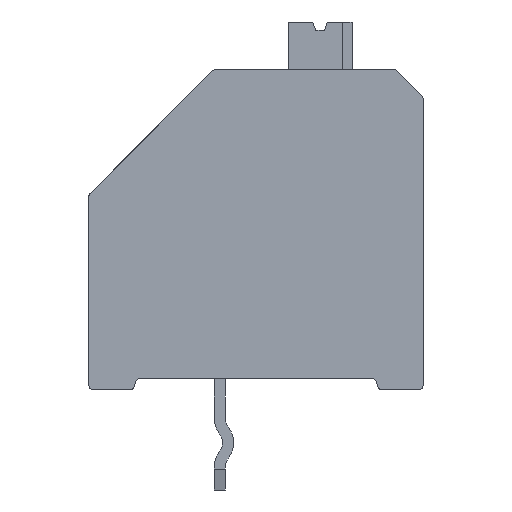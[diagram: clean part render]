
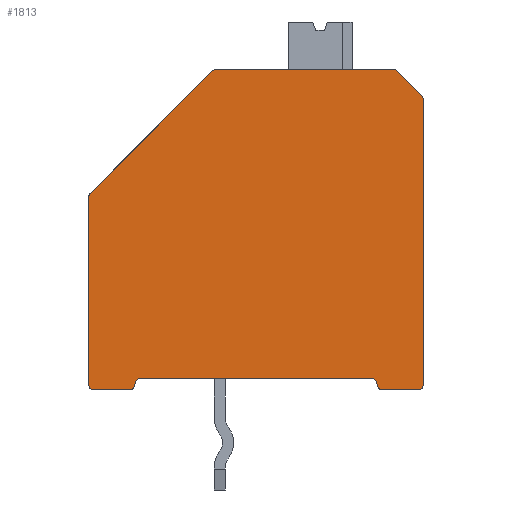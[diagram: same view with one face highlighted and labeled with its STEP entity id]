
A CAD part, front view. The second image highlights one B-rep face of the part: STEP entity #1813.
In plain terms, the highlighted planar face has unit normal (0, -1, 0).
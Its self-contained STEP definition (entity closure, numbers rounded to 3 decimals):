
#1813 = ADVANCED_FACE( '', ( #3556 ), #3557, .T. );
#3556 = FACE_OUTER_BOUND( '', #5270, .T. );
#3557 = PLANE( '', #5271 );
#5270 = EDGE_LOOP( '', ( #10467, #10468, #10469, #10470, #10471, #10472, #10473, #10474, #10475, #10476, #10477, #10478, #10479, #10480, #10481, #10482, #10483, #10484, #10485, #10486 ) );
#5271 = AXIS2_PLACEMENT_3D( '', #10487, #10488, #10489 );
#10467 = ORIENTED_EDGE( '', *, *, #12582, .F. );
#10468 = ORIENTED_EDGE( '', *, *, #12731, .T. );
#10469 = ORIENTED_EDGE( '', *, *, #12336, .F. );
#10470 = ORIENTED_EDGE( '', *, *, #12027, .T. );
#10471 = ORIENTED_EDGE( '', *, *, #12511, .F. );
#10472 = ORIENTED_EDGE( '', *, *, #12418, .T. );
#10473 = ORIENTED_EDGE( '', *, *, #12044, .T. );
#10474 = ORIENTED_EDGE( '', *, *, #11470, .T. );
#10475 = ORIENTED_EDGE( '', *, *, #11891, .F. );
#10476 = ORIENTED_EDGE( '', *, *, #12131, .T. );
#10477 = ORIENTED_EDGE( '', *, *, #12355, .T. );
#10478 = ORIENTED_EDGE( '', *, *, #12699, .F. );
#10479 = ORIENTED_EDGE( '', *, *, #12508, .T. );
#10480 = ORIENTED_EDGE( '', *, *, #11744, .F. );
#10481 = ORIENTED_EDGE( '', *, *, #11180, .T. );
#10482 = ORIENTED_EDGE( '', *, *, #12709, .T. );
#10483 = ORIENTED_EDGE( '', *, *, #12053, .F. );
#10484 = ORIENTED_EDGE( '', *, *, #11013, .T. );
#10485 = ORIENTED_EDGE( '', *, *, #12677, .T. );
#10486 = ORIENTED_EDGE( '', *, *, #12432, .T. );
#10487 = CARTESIAN_POINT( '', ( 0., -22.75, 0. ) );
#10488 = DIRECTION( '', ( 0., -1., 0. ) );
#10489 = DIRECTION( '', ( 0., 0., -1. ) );
#11013 = EDGE_CURVE( '', #13395, #13393, #13396, .T. );
#11180 = EDGE_CURVE( '', #13691, #13692, #13693, .T. );
#11470 = EDGE_CURVE( '', #14162, #14160, #14163, .T. );
#11744 = EDGE_CURVE( '', #13691, #14602, #14603, .T. );
#11891 = EDGE_CURVE( '', #14816, #14160, #14818, .T. );
#12027 = EDGE_CURVE( '', #15012, #15010, #15013, .T. );
#12044 = EDGE_CURVE( '', #15033, #14162, #15034, .T. );
#12053 = EDGE_CURVE( '', #13395, #15045, #15046, .T. );
#12131 = EDGE_CURVE( '', #14816, #15152, #15154, .T. );
#12336 = EDGE_CURVE( '', #15012, #15420, #15421, .T. );
#12355 = EDGE_CURVE( '', #15152, #15445, #15446, .T. );
#12418 = EDGE_CURVE( '', #15520, #15033, #15521, .T. );
#12432 = EDGE_CURVE( '', #15537, #15535, #15538, .T. );
#12508 = EDGE_CURVE( '', #15625, #14602, #15627, .T. );
#12511 = EDGE_CURVE( '', #15520, #15010, #15630, .T. );
#12582 = EDGE_CURVE( '', #15709, #15535, #15711, .T. );
#12677 = EDGE_CURVE( '', #13393, #15537, #15811, .T. );
#12699 = EDGE_CURVE( '', #15625, #15445, #15835, .T. );
#12709 = EDGE_CURVE( '', #13692, #15045, #15845, .T. );
#12731 = EDGE_CURVE( '', #15709, #15420, #15869, .T. );
#13393 = VERTEX_POINT( '', #16784 );
#13395 = VERTEX_POINT( '', #16787 );
#13396 = CIRCLE( '', #16788, 0.17 );
#13691 = VERTEX_POINT( '', #17202 );
#13692 = VERTEX_POINT( '', #17203 );
#13693 = LINE( '', #17204, #17205 );
#14160 = VERTEX_POINT( '', #17845 );
#14162 = VERTEX_POINT( '', #17848 );
#14163 = CIRCLE( '', #17849, 0.17 );
#14602 = VERTEX_POINT( '', #18450 );
#14603 = CIRCLE( '', #18451, 0.17 );
#14816 = VERTEX_POINT( '', #18766 );
#14818 = LINE( '', #18769, #18770 );
#15010 = VERTEX_POINT( '', #19061 );
#15012 = VERTEX_POINT( '', #19064 );
#15013 = CIRCLE( '', #19065, 0.17 );
#15033 = VERTEX_POINT( '', #19092 );
#15034 = LINE( '', #19093, #19094 );
#15045 = VERTEX_POINT( '', #19109 );
#15046 = LINE( '', #19110, #19111 );
#15152 = VERTEX_POINT( '', #19262 );
#15154 = CIRCLE( '', #19265, 0.17 );
#15420 = VERTEX_POINT( '', #19673 );
#15421 = LINE( '', #19674, #19675 );
#15445 = VERTEX_POINT( '', #19709 );
#15446 = LINE( '', #19710, #19711 );
#15520 = VERTEX_POINT( '', #19809 );
#15521 = CIRCLE( '', #19810, 0.17 );
#15535 = VERTEX_POINT( '', #19828 );
#15537 = VERTEX_POINT( '', #19831 );
#15538 = CIRCLE( '', #19832, 0.17 );
#15625 = VERTEX_POINT( '', #19960 );
#15627 = LINE( '', #19963, #19964 );
#15630 = LINE( '', #19968, #19969 );
#15709 = VERTEX_POINT( '', #20077 );
#15711 = LINE( '', #20080, #20081 );
#15811 = LINE( '', #20231, #20232 );
#15835 = CIRCLE( '', #20261, 0.17 );
#15845 = CIRCLE( '', #20272, 0.17 );
#15869 = CIRCLE( '', #20305, 0.17 );
#16784 = CARTESIAN_POINT( '', ( 12., -22.75, 0. ) );
#16787 = CARTESIAN_POINT( '', ( 11.83, -22.75, -0.17 ) );
#16788 = AXIS2_PLACEMENT_3D( '', #20810, #20811, #20812 );
#17202 = CARTESIAN_POINT( '', ( 10.327, -22.75, 0.104 ) );
#17203 = CARTESIAN_POINT( '', ( 10.366, -22.75, -0.044 ) );
#17204 = CARTESIAN_POINT( '', ( 10.774, -22.75, -1.566 ) );
#17205 = VECTOR( '', #21007, 1000. );
#17845 = CARTESIAN_POINT( '', ( 0.17, -22.75, -0.17 ) );
#17848 = CARTESIAN_POINT( '', ( 0., -22.75, 0. ) );
#17849 = AXIS2_PLACEMENT_3D( '', #21335, #21336, #21337 );
#18450 = CARTESIAN_POINT( '', ( 10.162, -22.75, 0.23 ) );
#18451 = AXIS2_PLACEMENT_3D( '', #21674, #21675, #21676 );
#18766 = CARTESIAN_POINT( '', ( 1.47, -22.75, -0.17 ) );
#18769 = CARTESIAN_POINT( '', ( 6., -22.75, -0.17 ) );
#18770 = VECTOR( '', #21804, 1000. );
#19061 = CARTESIAN_POINT( '', ( 4.45, -22.75, 11.28 ) );
#19064 = CARTESIAN_POINT( '', ( 4.57, -22.75, 11.33 ) );
#19065 = AXIS2_PLACEMENT_3D( '', #21938, #21939, #21940 );
#19092 = CARTESIAN_POINT( '', ( 0., -22.75, 6.76 ) );
#19093 = CARTESIAN_POINT( '', ( 0., -22.75, 13.03 ) );
#19094 = VECTOR( '', #21963, 1000. );
#19109 = CARTESIAN_POINT( '', ( 10.53, -22.75, -0.17 ) );
#19110 = CARTESIAN_POINT( '', ( 6., -22.75, -0.17 ) );
#19111 = VECTOR( '', #21971, 1000. );
#19262 = CARTESIAN_POINT( '', ( 1.634, -22.75, -0.044 ) );
#19265 = AXIS2_PLACEMENT_3D( '', #22048, #22049, #22050 );
#19673 = CARTESIAN_POINT( '', ( 10.93, -22.75, 11.33 ) );
#19674 = CARTESIAN_POINT( '', ( 4.5, -22.75, 11.33 ) );
#19675 = VECTOR( '', #22262, 1000. );
#19709 = CARTESIAN_POINT( '', ( 1.673, -22.75, 0.104 ) );
#19710 = CARTESIAN_POINT( '', ( 1.707, -22.75, 0.23 ) );
#19711 = VECTOR( '', #22279, 1000. );
#19809 = CARTESIAN_POINT( '', ( 0.05, -22.75, 6.88 ) );
#19810 = AXIS2_PLACEMENT_3D( '', #22340, #22341, #22342 );
#19828 = CARTESIAN_POINT( '', ( 11.95, -22.75, 10.38 ) );
#19831 = CARTESIAN_POINT( '', ( 12., -22.75, 10.26 ) );
#19832 = AXIS2_PLACEMENT_3D( '', #22354, #22355, #22356 );
#19960 = CARTESIAN_POINT( '', ( 1.838, -22.75, 0.23 ) );
#19963 = CARTESIAN_POINT( '', ( 2.9, -22.75, 0.23 ) );
#19964 = VECTOR( '', #22408, 1000. );
#19968 = CARTESIAN_POINT( '', ( 1.847, -22.75, 8.677 ) );
#19969 = VECTOR( '', #22410, 1000. );
#20077 = CARTESIAN_POINT( '', ( 11.05, -22.75, 11.28 ) );
#20080 = CARTESIAN_POINT( '', ( 11.5, -22.75, 10.83 ) );
#20081 = VECTOR( '', #22468, 1000. );
#20231 = CARTESIAN_POINT( '', ( 12., -22.75, -3.77 ) );
#20232 = VECTOR( '', #22528, 1000. );
#20261 = AXIS2_PLACEMENT_3D( '', #22546, #22547, #22548 );
#20272 = AXIS2_PLACEMENT_3D( '', #22550, #22551, #22552 );
#20305 = AXIS2_PLACEMENT_3D( '', #22565, #22566, #22567 );
#20810 = CARTESIAN_POINT( '', ( 11.83, -22.75, 0. ) );
#20811 = DIRECTION( '', ( 0., -1., 0. ) );
#20812 = DIRECTION( '', ( 0., 0., -1. ) );
#21007 = DIRECTION( '', ( 0.259, 0., -0.966 ) );
#21335 = CARTESIAN_POINT( '', ( 0.17, -22.75, 0. ) );
#21336 = DIRECTION( '', ( 0., -1., 0. ) );
#21337 = DIRECTION( '', ( 0., 0., -1. ) );
#21674 = CARTESIAN_POINT( '', ( 10.162, -22.75, 0.06 ) );
#21675 = DIRECTION( '', ( 0., -1., 0. ) );
#21676 = DIRECTION( '', ( 0., 0., -1. ) );
#21804 = DIRECTION( '', ( -1., 0., 0. ) );
#21938 = CARTESIAN_POINT( '', ( 4.57, -22.75, 11.16 ) );
#21939 = DIRECTION( '', ( 0., -1., 0. ) );
#21940 = DIRECTION( '', ( 0., 0., -1. ) );
#21963 = DIRECTION( '', ( 0., 0., -1. ) );
#21971 = DIRECTION( '', ( -1., 0., 0. ) );
#22048 = CARTESIAN_POINT( '', ( 1.47, -22.75, 0. ) );
#22049 = DIRECTION( '', ( 0., -1., 0. ) );
#22050 = DIRECTION( '', ( 0., 0., -1. ) );
#22262 = DIRECTION( '', ( 1., 0., 0. ) );
#22279 = DIRECTION( '', ( 0.259, 0., 0.966 ) );
#22340 = CARTESIAN_POINT( '', ( 0.17, -22.75, 6.76 ) );
#22341 = DIRECTION( '', ( 0., -1., 0. ) );
#22342 = DIRECTION( '', ( 0., 0., -1. ) );
#22354 = CARTESIAN_POINT( '', ( 11.83, -22.75, 10.26 ) );
#22355 = DIRECTION( '', ( 0., -1., 0. ) );
#22356 = DIRECTION( '', ( 0., 0., -1. ) );
#22408 = DIRECTION( '', ( 1., 0., 0. ) );
#22410 = DIRECTION( '', ( 0.707, 0., 0.707 ) );
#22468 = DIRECTION( '', ( 0.707, 0., -0.707 ) );
#22528 = DIRECTION( '', ( 0., 0., 1. ) );
#22546 = CARTESIAN_POINT( '', ( 1.838, -22.75, 0.06 ) );
#22547 = DIRECTION( '', ( 0., -1., 0. ) );
#22548 = DIRECTION( '', ( 0., 0., -1. ) );
#22550 = CARTESIAN_POINT( '', ( 10.53, -22.75, 0. ) );
#22551 = DIRECTION( '', ( 0., -1., 0. ) );
#22552 = DIRECTION( '', ( 0., 0., -1. ) );
#22565 = CARTESIAN_POINT( '', ( 10.93, -22.75, 11.16 ) );
#22566 = DIRECTION( '', ( 0., -1., 0. ) );
#22567 = DIRECTION( '', ( 0., 0., -1. ) );
